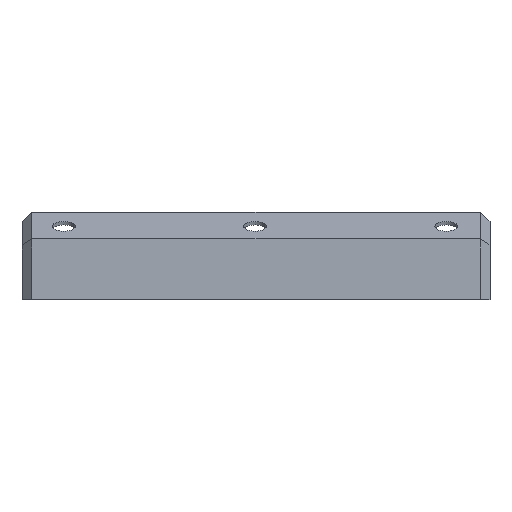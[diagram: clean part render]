
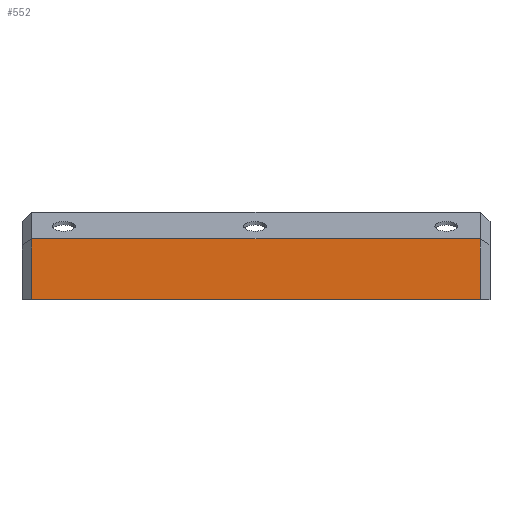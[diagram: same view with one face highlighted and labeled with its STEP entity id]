
A CAD part, left-side view. The second image highlights one B-rep face of the part: STEP entity #552.
In plain terms, the highlighted planar face has unit normal (-1, 0, 0).
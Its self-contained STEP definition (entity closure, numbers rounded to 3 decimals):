
#552=ADVANCED_FACE('',(#4978),#4980,.T.);
#4978=FACE_BOUND('',#4979,.T.);
#4979=EDGE_LOOP('',(#8806,#8807,#8808,#8809));
#4980=PLANE('',#4981);
#4981=AXIS2_PLACEMENT_3D('',#4982,#4983,#4984);
#4982=CARTESIAN_POINT('',(-145.,-246.,-4.));
#4983=DIRECTION('',(-1.,0.,0.));
#4984=DIRECTION('',(0.,0.,1.));
#8806=ORIENTED_EDGE('',*,*,#11428,.F.);
#8807=ORIENTED_EDGE('',*,*,#11310,.F.);
#8808=ORIENTED_EDGE('',*,*,#11396,.T.);
#8809=ORIENTED_EDGE('',*,*,#11429,.T.);
#11310=EDGE_CURVE('',#12784,#12786,#12787,.T.);
#11396=EDGE_CURVE('',#12784,#12946,#12947,.T.);
#11428=EDGE_CURVE('',#12786,#12995,#12996,.T.);
#11429=EDGE_CURVE('',#12946,#12995,#12997,.T.);
#12784=VERTEX_POINT('',#15370);
#12786=VERTEX_POINT('',#15374);
#12787=LINE('',#15375,#15376);
#12946=VERTEX_POINT('',#15734);
#12947=LINE('',#15735,#15736);
#12995=VERTEX_POINT('',#15849);
#12996=LINE('',#15850,#15851);
#12997=LINE('',#15853,#15854);
#15370=CARTESIAN_POINT('',(-145.,-241.,-4.));
#15374=CARTESIAN_POINT('',(-145.,-5.,-4.));
#15375=CARTESIAN_POINT('',(-145.,-241.,-4.));
#15376=VECTOR('',#15377,1.);
#15377=DIRECTION('',(0.,1.,0.));
#15734=CARTESIAN_POINT('',(-145.,-241.,28.));
#15735=CARTESIAN_POINT('',(-145.,-241.,-4.));
#15736=VECTOR('',#15737,1.);
#15737=DIRECTION('',(0.,0.,1.));
#15849=CARTESIAN_POINT('',(-145.,-5.,28.));
#15850=CARTESIAN_POINT('',(-145.,-5.,-4.));
#15851=VECTOR('',#15852,1.);
#15852=DIRECTION('',(0.,0.,1.));
#15853=CARTESIAN_POINT('',(-145.,-241.,28.));
#15854=VECTOR('',#15855,1.);
#15855=DIRECTION('',(0.,1.,0.));
